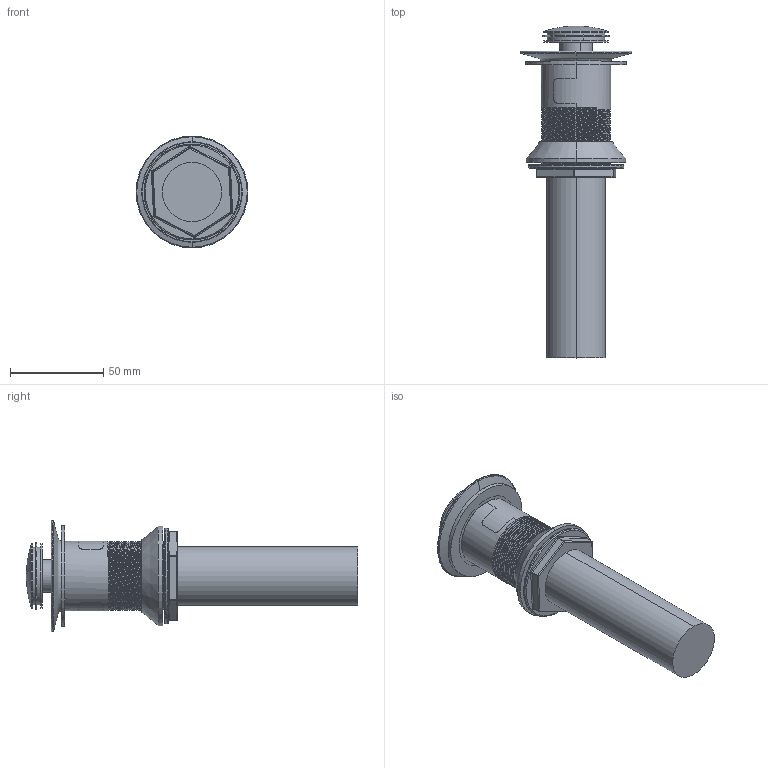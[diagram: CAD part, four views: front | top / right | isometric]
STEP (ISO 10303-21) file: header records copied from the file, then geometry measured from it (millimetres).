
FILE_DESCRIPTION((''),'2;1');
FILE_NAME('3301','2025-04-22T00:41:21',('SwamiS'),(''),'CREO PARAMETRIC BY PTC INC, 2023134','CREO PARAMETRIC BY PTC INC, 2023134','');
FILE_SCHEMA(('CONFIG_CONTROL_DESIGN'));
Length unit declared in the file: inch
Products named in the file (1): 3301
Bounding box: 60 x 178.09 x 60 mm (x, y, z)
Volume: 162494 mm3; surface area: 37692 mm2
Topology: 2 solids, 2 shells, 152 faces, 363 edges, 230 vertices
Faces by surface type: cylinder 79, plane 25, torus 22, cone 12, sphere 8, bspline 6
Entity records: 18571 total; most frequent: CARTESIAN_POINT 15066, ORIENTED_EDGE 726, DIRECTION 718, EDGE_CURVE 363, AXIS2_PLACEMENT_3D 301, VERTEX_POINT 230, EDGE_LOOP 167, CIRCLE 155
